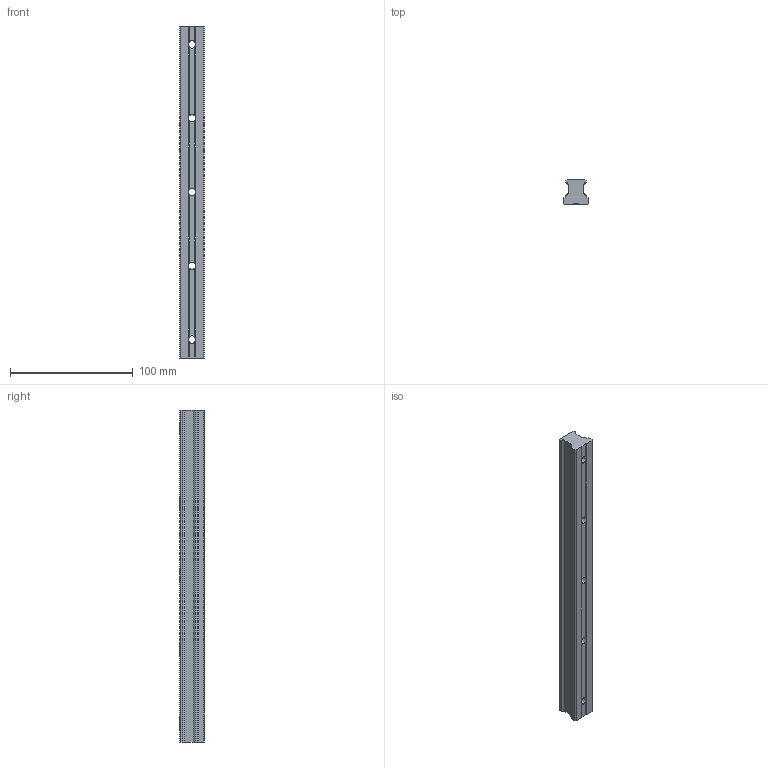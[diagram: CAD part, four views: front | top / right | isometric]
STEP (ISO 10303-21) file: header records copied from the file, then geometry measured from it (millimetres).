
FILE_DESCRIPTION (( 'STEP AP214' ), '1' );
FILE_NAME ('AR20-rail.STEP', '2012-02-14T01:41:19', ( '' ), ( '' ), 'SwSTEP 2.0', 'SolidWorks 2010', '' );
FILE_SCHEMA (( 'AUTOMOTIVE_DESIGN' ));
Length unit declared in the file: millimetre
Products named in the file (1): AR20-rail
Bounding box: 20 x 20 x 270 mm (x, y, z)
Volume: 79105.1 mm3; surface area: 24756.4 mm2
Topology: 1 solids, 1 shells, 86 faces, 242 edges, 158 vertices
Faces by surface type: plane 42, cylinder 24, cone 20
Entity records: 2868 total; most frequent: CARTESIAN_POINT 607, ORIENTED_EDGE 484, DIRECTION 464, EDGE_CURVE 242, AXIS2_PLACEMENT_3D 175, VERTEX_POINT 158, VECTOR 114, LINE 114
